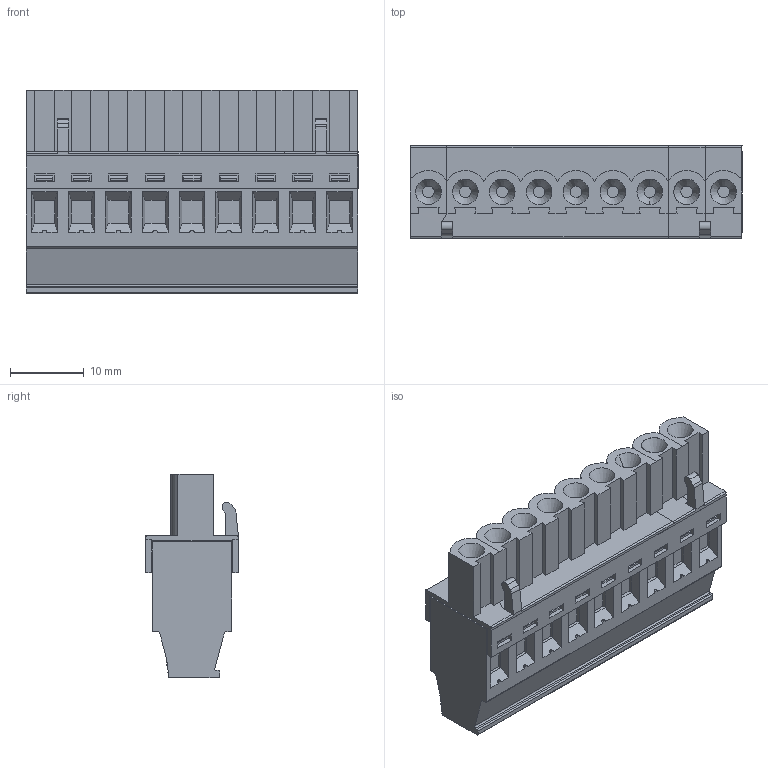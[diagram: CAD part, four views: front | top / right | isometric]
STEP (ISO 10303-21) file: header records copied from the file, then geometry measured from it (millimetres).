
FILE_DESCRIPTION(('STEP AP214'),'1');
FILE_NAME('SV09-5-F.stp','2020-03-24T11:24:04',(' '),(' '),'Spatial InterOp 3D',' ',' ');
FILE_SCHEMA(('AUTOMOTIVE_DESIGN { 1 0 10303 214 1 1 1 1 }'));
Length unit declared in the file: metre
Products named in the file (1): 1
Bounding box: 45 x 12.59 x 27.6 mm (x, y, z)
Volume: 10127.1 mm3; surface area: 5646.3 mm2
Topology: 1 solids, 1 shells, 581 faces, 1470 edges, 972 vertices
Faces by surface type: plane 464, cylinder 98, cone 19
Full cylindrical faces by diameter (mm): 1.588 x8, 2.6 x9, 2.829 x9, 3.474 x1, 3.8 x9, 3.97 x9
Entity records: 21260 total; most frequent: CARTESIAN_POINT 3013, ORIENTED_EDGE 2718, DIRECTION 2712, EDGE_CURVE 1359, LINE 1108, VECTOR 1108, VERTEX_POINT 923, AXIS2_PLACEMENT_3D 802
